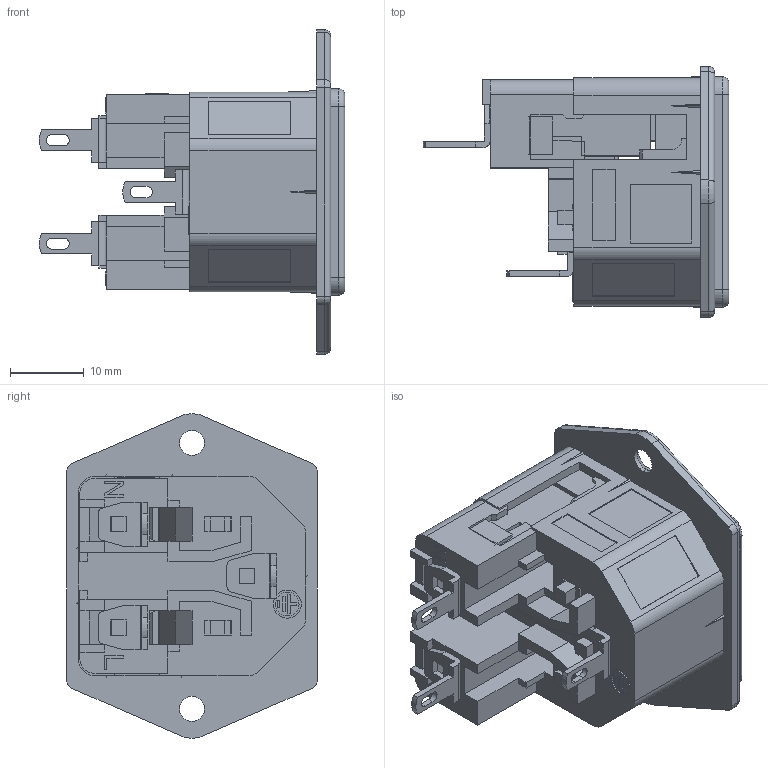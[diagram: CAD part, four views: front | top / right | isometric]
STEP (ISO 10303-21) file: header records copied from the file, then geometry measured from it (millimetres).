
FILE_DESCRIPTION (( 'STEP AP214' ), '1' );
FILE_NAME ('ACM-C4-GSF2-LC_3D.step', '2023-10-17T07:19:28', ( '' ), ( '' ), 'SwSTEP 2.0', 'SolidWorks 2022', '' );
FILE_SCHEMA (( 'AUTOMOTIVE_DESIGN' ));
Length unit declared in the file: millimetre
Products named in the file (1): ACM-C4-GSF2-LC_3D
Bounding box: 41.35 x 33.91 x 43.91 mm (x, y, z)
Volume: 9728.3 mm3; surface area: 14727.5 mm2
Topology: 9 solids, 9 shells, 1170 faces, 3294 edges, 2169 vertices
Faces by surface type: plane 1040, cylinder 112, torus 8, cone 4, bspline 4, sphere 2
Entity records: 37454 total; most frequent: CARTESIAN_POINT 6842, ORIENTED_EDGE 6588, DIRECTION 5850, EDGE_CURVE 3294, LINE 3056, VECTOR 3056, VERTEX_POINT 2169, AXIS2_PLACEMENT_3D 1397
